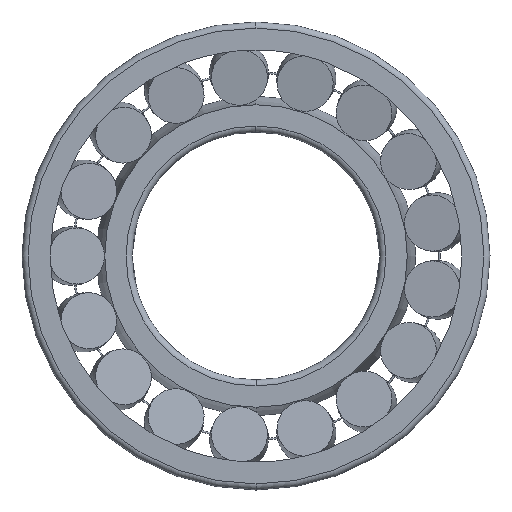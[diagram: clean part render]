
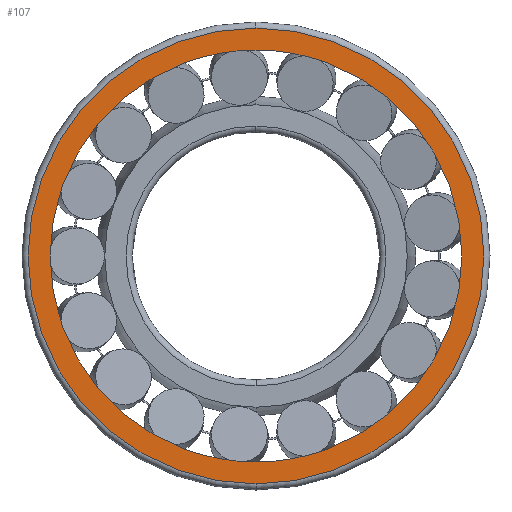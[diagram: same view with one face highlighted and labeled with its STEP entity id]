
A CAD part, left-side view. The second image highlights one B-rep face of the part: STEP entity #107.
In plain terms, the highlighted planar face has unit normal (-1, 0, 0).
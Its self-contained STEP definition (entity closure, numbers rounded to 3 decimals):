
#107=ADVANCED_FACE('',(#391,#392),#393,.T.);
#391=FACE_OUTER_BOUND('',#948,.T.);
#392=FACE_BOUND('',#949,.T.);
#393=PLANE('',#950);
#948=EDGE_LOOP('',(#1732,#1733,#1734));
#949=EDGE_LOOP('',(#1735,#1736,#1737));
#950=AXIS2_PLACEMENT_3D('',#1738,#1739,#1740);
#1732=ORIENTED_EDGE('',*,*,#3508,.F.);
#1733=ORIENTED_EDGE('',*,*,#3507,.F.);
#1734=ORIENTED_EDGE('',*,*,#3535,.F.);
#1735=ORIENTED_EDGE('',*,*,#3539,.T.);
#1736=ORIENTED_EDGE('',*,*,#3490,.T.);
#1737=ORIENTED_EDGE('',*,*,#3540,.T.);
#1738=CARTESIAN_POINT('',(0.0,39.4,0.0));
#1739=DIRECTION('',(-1.0,0.0,0.0));
#1740=DIRECTION('',(0.0,-1.0,0.0));
#3490=EDGE_CURVE('',#4168,#4165,#4169,.T.);
#3507=EDGE_CURVE('',#4199,#4202,#4203,.T.);
#3508=EDGE_CURVE('',#4202,#4204,#4205,.T.);
#3535=EDGE_CURVE('',#4204,#4199,#4242,.T.);
#3539=EDGE_CURVE('',#4247,#4168,#4248,.T.);
#3540=EDGE_CURVE('',#4165,#4247,#4249,.T.);
#4165=VERTEX_POINT('',#5286);
#4168=VERTEX_POINT('',#5289);
#4169=CIRCLE('',#5290,37.401);
#4199=VERTEX_POINT('',#5322);
#4202=VERTEX_POINT('',#5325);
#4203=CIRCLE('',#5326,41.4);
#4204=VERTEX_POINT('',#5327);
#4205=CIRCLE('',#5328,41.4);
#4242=CIRCLE('',#5441,41.4);
#4247=VERTEX_POINT('',#5446);
#4248=CIRCLE('',#5447,37.401);
#4249=CIRCLE('',#5448,37.401);
#5286=CARTESIAN_POINT('',(0.0,0.,-37.401));
#5289=CARTESIAN_POINT('',(0.0,0.,37.401));
#5290=AXIS2_PLACEMENT_3D('',#10972,#10973,#10974);
#5322=CARTESIAN_POINT('',(0.0,0.,-41.4));
#5325=CARTESIAN_POINT('',(0.0,41.4,0.0));
#5326=AXIS2_PLACEMENT_3D('',#11019,#11020,#11021);
#5327=CARTESIAN_POINT('',(0.0,0.,41.4));
#5328=AXIS2_PLACEMENT_3D('',#11022,#11023,#11024);
#5441=AXIS2_PLACEMENT_3D('',#11076,#11077,#11078);
#5446=CARTESIAN_POINT('',(0.0,37.401,0.0));
#5447=AXIS2_PLACEMENT_3D('',#11088,#11089,#11090);
#5448=AXIS2_PLACEMENT_3D('',#11091,#11092,#11093);
#10972=CARTESIAN_POINT('',(0.0,0.0,0.0));
#10973=DIRECTION('',(1.0,0.0,0.0));
#10974=DIRECTION('',(0.0,1.0,0.0));
#11019=CARTESIAN_POINT('',(0.0,0.0,0.0));
#11020=DIRECTION('',(1.0,0.0,0.0));
#11021=DIRECTION('',(0.0,1.0,0.0));
#11022=CARTESIAN_POINT('',(0.0,0.0,0.0));
#11023=DIRECTION('',(1.0,0.0,0.0));
#11024=DIRECTION('',(0.0,1.0,0.0));
#11076=CARTESIAN_POINT('',(0.0,0.0,0.0));
#11077=DIRECTION('',(1.0,0.0,0.0));
#11078=DIRECTION('',(0.0,1.0,0.0));
#11088=CARTESIAN_POINT('',(0.0,0.0,0.0));
#11089=DIRECTION('',(1.0,0.0,0.0));
#11090=DIRECTION('',(0.0,1.0,0.0));
#11091=CARTESIAN_POINT('',(0.0,0.0,0.0));
#11092=DIRECTION('',(1.0,0.0,0.0));
#11093=DIRECTION('',(0.0,1.0,0.0));
